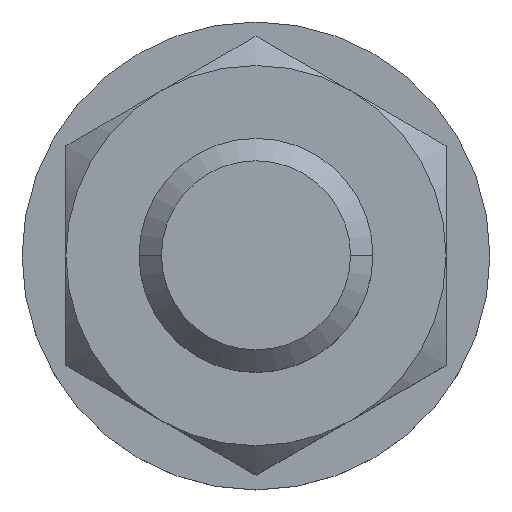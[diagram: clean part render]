
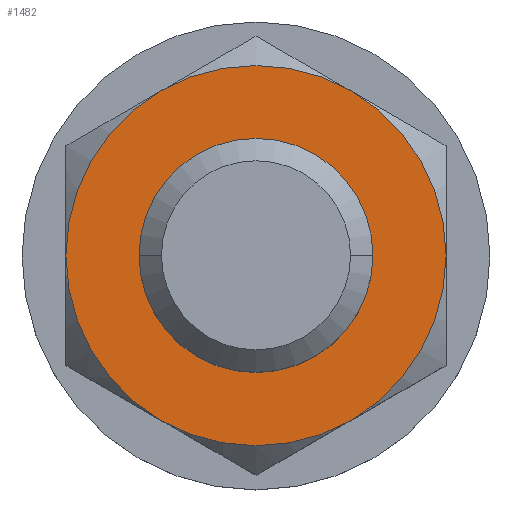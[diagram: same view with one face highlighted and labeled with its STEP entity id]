
A CAD part, top view. The second image highlights one B-rep face of the part: STEP entity #1482.
In plain terms, the highlighted face is planar.
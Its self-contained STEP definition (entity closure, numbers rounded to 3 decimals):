
#1049=CARTESIAN_POINT('',(0.,6.8,0.));
#1050=DIRECTION('',(0.,-1.,0.));
#1051=DIRECTION('',(1.,0.,0.));
#1052=AXIS2_PLACEMENT_3D('',#1049,#1050,#1051);
#1059=CARTESIAN_POINT('',(0.,6.8,0.));
#1060=DIRECTION('',(0.,-1.,0.));
#1061=DIRECTION('',(-0.5,0.,0.866));
#1062=AXIS2_PLACEMENT_3D('',#1059,#1060,#1061);
#1064=CARTESIAN_POINT('',(0.,6.8,0.));
#1065=DIRECTION('',(0.,-1.,0.));
#1066=DIRECTION('',(-1.,0.,0.));
#1067=AXIS2_PLACEMENT_3D('',#1064,#1065,#1066);
#1069=CARTESIAN_POINT('',(0.,6.8,0.));
#1070=DIRECTION('',(0.,-1.,0.));
#1071=DIRECTION('',(0.5,0.,-0.866));
#1072=AXIS2_PLACEMENT_3D('',#1069,#1070,#1071);
#1074=CARTESIAN_POINT('',(0.,6.8,0.));
#1075=DIRECTION('',(0.,-1.,0.));
#1076=DIRECTION('',(1.,0.,0.));
#1077=AXIS2_PLACEMENT_3D('',#1074,#1075,#1076);
#1079=CARTESIAN_POINT('',(0.,6.8,0.));
#1080=DIRECTION('',(0.,-1.,0.));
#1081=DIRECTION('',(-1.,0.,0.));
#1082=AXIS2_PLACEMENT_3D('',#1079,#1080,#1081);
#1097=CARTESIAN_POINT('',(0.,6.8,0.));
#1098=DIRECTION('',(0.,1.,0.));
#1099=DIRECTION('',(0.5,0.,-0.866));
#1100=AXIS2_PLACEMENT_3D('',#1097,#1098,#1099);
#1102=CARTESIAN_POINT('',(0.,6.8,0.));
#1103=DIRECTION('',(0.,1.,0.));
#1104=DIRECTION('',(-0.5,0.,0.866));
#1105=AXIS2_PLACEMENT_3D('',#1102,#1103,#1104);
#1112=CARTESIAN_POINT('',(-3.25,6.8,-5.629));
#1144=CARTESIAN_POINT('',(-6.5,6.8,0.));
#1176=CARTESIAN_POINT('',(-3.25,6.8,5.629));
#1208=CARTESIAN_POINT('',(3.25,6.8,5.629));
#1240=CARTESIAN_POINT('',(6.5,6.8,0.));
#1272=CARTESIAN_POINT('',(3.25,6.8,-5.629));
#1310=VERTEX_POINT('',#1112);
#1312=VERTEX_POINT('',#1144);
#1314=VERTEX_POINT('',#1176);
#1316=VERTEX_POINT('',#1208);
#1318=VERTEX_POINT('',#1240);
#1320=VERTEX_POINT('',#1272);
#1333=CARTESIAN_POINT('',(4.,6.8,0.));
#1334=CARTESIAN_POINT('',(-4.,6.8,0.));
#1335=VERTEX_POINT('',#1333);
#1336=VERTEX_POINT('',#1334);
#1458=CARTESIAN_POINT('',(0.,6.8,0.));
#1459=DIRECTION('',(0.,1.,0.));
#1460=DIRECTION('',(1.,0.,0.));
#1461=AXIS2_PLACEMENT_3D('',#1458,#1459,#1460);
#1462=PLANE('',#1461);
#1464=ORIENTED_EDGE('',*,*,#1463,.F.);
#1466=ORIENTED_EDGE('',*,*,#1465,.T.);
#1468=ORIENTED_EDGE('',*,*,#1467,.T.);
#1470=ORIENTED_EDGE('',*,*,#1469,.F.);
#1472=ORIENTED_EDGE('',*,*,#1471,.T.);
#1474=ORIENTED_EDGE('',*,*,#1473,.T.);
#1475=EDGE_LOOP('',(#1464,#1466,#1468,#1470,#1472,#1474));
#1476=FACE_OUTER_BOUND('',#1475,.F.);
#1477=ORIENTED_EDGE('',*,*,#1448,.F.);
#1479=ORIENTED_EDGE('',*,*,#1478,.F.);
#1480=EDGE_LOOP('',(#1477,#1479));
#1481=FACE_BOUND('',#1480,.F.);
#1482=ADVANCED_FACE('',(#1476,#1481),#1462,.T.);
#1053=CIRCLE('',#1052,4.);
#1063=CIRCLE('',#1062,6.5);
#1068=CIRCLE('',#1067,6.5);
#1073=CIRCLE('',#1072,6.5);
#1078=CIRCLE('',#1077,6.5);
#1083=CIRCLE('',#1082,4.);
#1101=CIRCLE('',#1100,6.5);
#1106=CIRCLE('',#1105,6.5);
#1448=EDGE_CURVE('',#1335,#1336,#1053,.T.);
#1463=EDGE_CURVE('',#1314,#1316,#1106,.T.);
#1465=EDGE_CURVE('',#1314,#1312,#1063,.T.);
#1467=EDGE_CURVE('',#1312,#1310,#1068,.T.);
#1469=EDGE_CURVE('',#1320,#1310,#1101,.T.);
#1471=EDGE_CURVE('',#1320,#1318,#1073,.T.);
#1473=EDGE_CURVE('',#1318,#1316,#1078,.T.);
#1478=EDGE_CURVE('',#1336,#1335,#1083,.T.);
